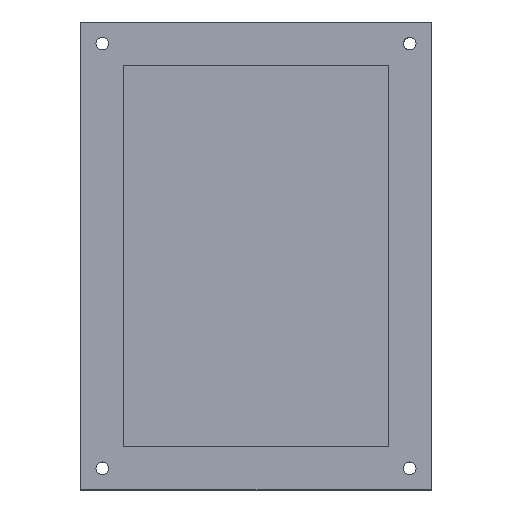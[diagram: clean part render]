
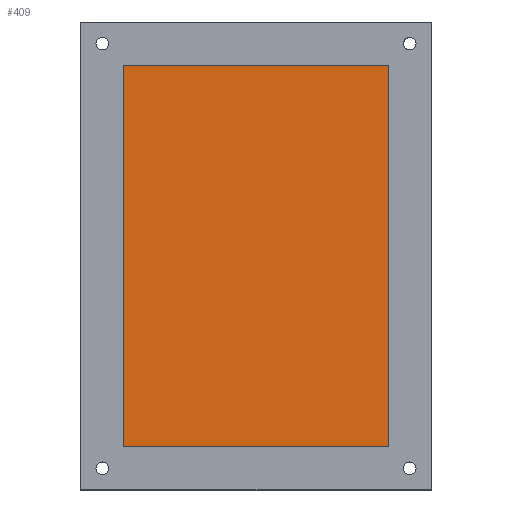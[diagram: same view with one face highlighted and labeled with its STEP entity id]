
A CAD part, top view. The second image highlights one B-rep face of the part: STEP entity #409.
In plain terms, the highlighted planar face has unit normal (0, 0, 1).
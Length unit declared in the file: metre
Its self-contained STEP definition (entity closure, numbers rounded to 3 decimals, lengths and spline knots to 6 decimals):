
#15=CIRCLE('',#439,0.00145);
#98=ORIENTED_EDGE('',*,*,#157,.F.);
#99=ORIENTED_EDGE('',*,*,#176,.F.);
#100=ORIENTED_EDGE('',*,*,#177,.F.);
#101=ORIENTED_EDGE('',*,*,#164,.F.);
#102=ORIENTED_EDGE('',*,*,#178,.F.);
#103=ORIENTED_EDGE('',*,*,#136,.F.);
#104=ORIENTED_EDGE('',*,*,#179,.T.);
#105=ORIENTED_EDGE('',*,*,#154,.F.);
#106=ORIENTED_EDGE('',*,*,#146,.T.);
#107=ORIENTED_EDGE('',*,*,#172,.T.);
#136=EDGE_CURVE('',#189,#190,#227,.T.);
#146=EDGE_CURVE('',#197,#198,#237,.T.);
#154=EDGE_CURVE('',#197,#201,#245,.T.);
#157=EDGE_CURVE('',#206,#207,#248,.T.);
#164=EDGE_CURVE('',#213,#214,#15,.T.);
#172=EDGE_CURVE('',#198,#207,#253,.T.);
#176=EDGE_CURVE('',#221,#206,#257,.T.);
#177=EDGE_CURVE('',#214,#221,#258,.T.);
#178=EDGE_CURVE('',#190,#213,#259,.T.);
#179=EDGE_CURVE('',#189,#201,#260,.T.);
#189=VERTEX_POINT('',#574);
#190=VERTEX_POINT('',#575);
#197=VERTEX_POINT('',#595);
#198=VERTEX_POINT('',#596);
#201=VERTEX_POINT('',#604);
#206=VERTEX_POINT('',#616);
#207=VERTEX_POINT('',#618);
#213=VERTEX_POINT('',#632);
#214=VERTEX_POINT('',#634);
#221=VERTEX_POINT('',#660);
#227=LINE('',#573,#270);
#237=LINE('',#594,#280);
#245=LINE('',#611,#288);
#248=LINE('',#617,#291);
#253=LINE('',#651,#296);
#257=LINE('',#659,#300);
#258=LINE('',#661,#301);
#259=LINE('',#662,#302);
#260=LINE('',#663,#303);
#270=VECTOR('',#466,1.);
#280=VECTOR('',#482,1.);
#288=VECTOR('',#492,1.);
#291=VECTOR('',#497,1.);
#296=VECTOR('',#532,1.);
#300=VECTOR('',#544,1.);
#301=VECTOR('',#545,1.);
#302=VECTOR('',#546,1.);
#303=VECTOR('',#547,1.);
#338=EDGE_LOOP('',(#98,#99,#100,#101,#102,#103,#104,#105,#106,#107));
#373=FACE_BOUND('',#338,.T.);
#389=PLANE('',#452);
#409=ADVANCED_FACE('',(#373),#389,.T.);
#439=AXIS2_PLACEMENT_3D('',#633,#511,#512);
#452=AXIS2_PLACEMENT_3D('',#658,#542,#543);
#466=DIRECTION('',(1.,0.,0.));
#482=DIRECTION('',(0.,-1.,0.));
#492=DIRECTION('',(1.,0.,0.));
#497=DIRECTION('',(0.,-1.,0.));
#511=DIRECTION('',(0.,0.,1.));
#512=DIRECTION('',(1.,0.,0.));
#532=DIRECTION('',(1.,0.,0.));
#542=DIRECTION('',(0.,0.,1.));
#543=DIRECTION('',(1.,0.,0.));
#544=DIRECTION('',(-1.,0.,0.));
#545=DIRECTION('',(0.,-1.,0.));
#546=DIRECTION('',(0.,-1.,0.));
#547=DIRECTION('',(0.,-1.,0.));
#573=CARTESIAN_POINT('',(0.000371,0.054263,0.003));
#574=CARTESIAN_POINT('',(0.002,0.054263,0.003));
#575=CARTESIAN_POINT('',(0.036871,0.054263,0.003));
#594=CARTESIAN_POINT('',(-0.030129,0.000263,0.003));
#595=CARTESIAN_POINT('',(-0.030129,0.044263,0.003));
#596=CARTESIAN_POINT('',(-0.030129,-0.043737,0.003));
#604=CARTESIAN_POINT('',(0.002,0.044263,0.003));
#611=CARTESIAN_POINT('',(0.000371,0.044263,0.003));
#616=CARTESIAN_POINT('',(0.030871,0.,0.003));
#617=CARTESIAN_POINT('',(0.030871,0.000263,0.003));
#618=CARTESIAN_POINT('',(0.030871,-0.043737,0.003));
#632=CARTESIAN_POINT('',(0.036871,0.050313,0.003));
#633=CARTESIAN_POINT('',(0.035871,0.049263,0.003));
#634=CARTESIAN_POINT('',(0.036871,0.048213,0.003));
#651=CARTESIAN_POINT('',(0.000371,-0.043737,0.003));
#658=CARTESIAN_POINT('',(0.000371,0.000263,0.003));
#659=CARTESIAN_POINT('',(0.019435,0.,0.003));
#660=CARTESIAN_POINT('',(0.036871,0.,0.003));
#661=CARTESIAN_POINT('',(0.036871,0.15,0.003));
#662=CARTESIAN_POINT('',(0.036871,0.15,0.003));
#663=CARTESIAN_POINT('',(0.002,0.15,0.003));
